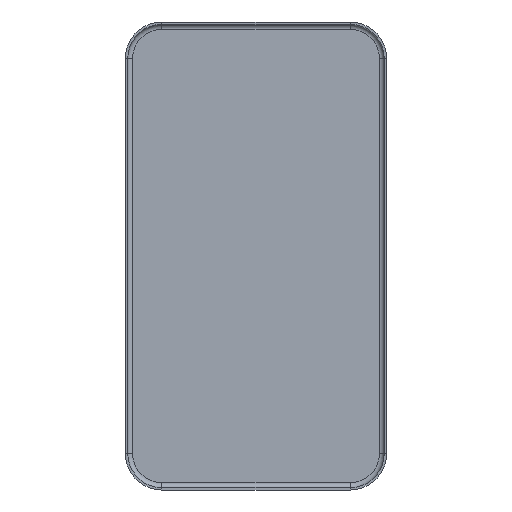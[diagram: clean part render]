
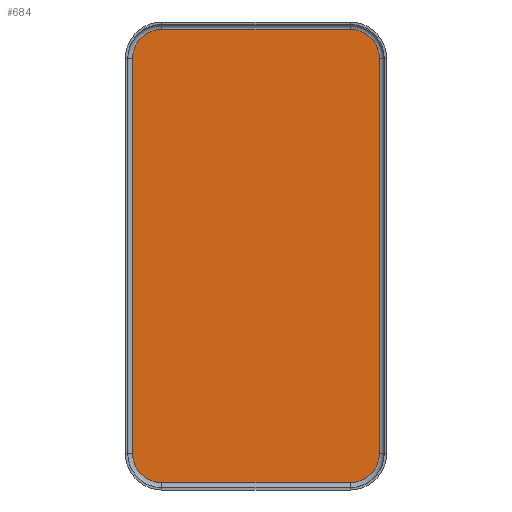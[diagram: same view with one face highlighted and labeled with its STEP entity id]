
A CAD part, front view. The second image highlights one B-rep face of the part: STEP entity #684.
In plain terms, the highlighted planar face has unit normal (0, -1, 0).
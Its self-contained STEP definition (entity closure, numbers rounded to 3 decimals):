
#15 = CARTESIAN_POINT ( 'NONE',  ( -7.75, -0.2, 18.65 ) ) ;
#29 = EDGE_CURVE ( 'NONE', #621, #445, #301, .T. ) ;
#45 = VECTOR ( 'NONE', #568, 1000. ) ;
#46 = CARTESIAN_POINT ( 'NONE',  ( -10.15, -0.2, 16.25 ) ) ;
#63 = DIRECTION ( 'NONE',  ( 0., -1., 0. ) ) ;
#70 = PLANE ( 'NONE',  #848 ) ;
#79 = VERTEX_POINT ( 'NONE', #397 ) ;
#81 = ORIENTED_EDGE ( 'NONE', *, *, #210, .F. ) ;
#96 = CIRCLE ( 'NONE', #766, 2.4 ) ;
#121 = ORIENTED_EDGE ( 'NONE', *, *, #773, .F. ) ;
#129 = AXIS2_PLACEMENT_3D ( 'NONE', #701, #253, #615 ) ;
#134 = VERTEX_POINT ( 'NONE', #305 ) ;
#143 = CARTESIAN_POINT ( 'NONE',  ( -10.15, -0.2, -16.25 ) ) ;
#147 = CARTESIAN_POINT ( 'NONE',  ( -10.15, -0.2, -16.25 ) ) ;
#178 = ORIENTED_EDGE ( 'NONE', *, *, #1122, .F. ) ;
#203 = LINE ( 'NONE', #15, #845 ) ;
#210 = EDGE_CURVE ( 'NONE', #712, #621, #488, .T. ) ;
#214 = CARTESIAN_POINT ( 'NONE',  ( 10.15, -0.2, 16.25 ) ) ;
#218 = VERTEX_POINT ( 'NONE', #46 ) ;
#225 = EDGE_LOOP ( 'NONE', ( #81, #595, #178, #1070, #624, #606, #121, #745 ) ) ;
#246 = DIRECTION ( 'NONE',  ( 0., 0., 1. ) ) ;
#253 = DIRECTION ( 'NONE',  ( 0., 1., 0. ) ) ;
#288 = CARTESIAN_POINT ( 'NONE',  ( -7.75, -0.2, -18.65 ) ) ;
#291 = CIRCLE ( 'NONE', #614, 2.4 ) ;
#299 = CARTESIAN_POINT ( 'NONE',  ( 7.75, -0.2, -18.65 ) ) ;
#301 = LINE ( 'NONE', #214, #45 ) ;
#305 = CARTESIAN_POINT ( 'NONE',  ( 7.75, -0.2, -18.65 ) ) ;
#315 = CARTESIAN_POINT ( 'NONE',  ( 7.75, -0.2, 16.25 ) ) ;
#327 = DIRECTION ( 'NONE',  ( 0., 1., 0. ) ) ;
#356 = CARTESIAN_POINT ( 'NONE',  ( 7.75, -0.2, -16.25 ) ) ;
#393 = LINE ( 'NONE', #299, #952 ) ;
#397 = CARTESIAN_POINT ( 'NONE',  ( -7.75, -0.2, 18.65 ) ) ;
#418 = CARTESIAN_POINT ( 'NONE',  ( 7.75, -0.2, 18.65 ) ) ;
#445 = VERTEX_POINT ( 'NONE', #1022 ) ;
#455 = DIRECTION ( 'NONE',  ( 0., 0., 1. ) ) ;
#488 = CIRCLE ( 'NONE', #1173, 2.4 ) ;
#493 = CIRCLE ( 'NONE', #129, 2.4 ) ;
#506 = DIRECTION ( 'NONE',  ( 0., 0., -1. ) ) ;
#509 = DIRECTION ( 'NONE',  ( 0., 0., 1. ) ) ;
#516 = CARTESIAN_POINT ( 'NONE',  ( 7.75, -0.2, 16.25 ) ) ;
#519 = EDGE_CURVE ( 'NONE', #79, #712, #203, .T. ) ;
#568 = DIRECTION ( 'NONE',  ( 0., 0., -1. ) ) ;
#586 = DIRECTION ( 'NONE',  ( -1., 0., 0. ) ) ;
#595 = ORIENTED_EDGE ( 'NONE', *, *, #519, .F. ) ;
#606 = ORIENTED_EDGE ( 'NONE', *, *, #950, .F. ) ;
#614 = AXIS2_PLACEMENT_3D ( 'NONE', #749, #905, #455 ) ;
#615 = DIRECTION ( 'NONE',  ( 0., 0., 1. ) ) ;
#621 = VERTEX_POINT ( 'NONE', #987 ) ;
#624 = ORIENTED_EDGE ( 'NONE', *, *, #760, .F. ) ;
#641 = DIRECTION ( 'NONE',  ( 0., 1., 0. ) ) ;
#655 = DIRECTION ( 'NONE',  ( 0., 0., 1. ) ) ;
#684 = ADVANCED_FACE ( 'NONE', ( #981 ), #70, .T. ) ;
#701 = CARTESIAN_POINT ( 'NONE',  ( -7.75, -0.2, 16.25 ) ) ;
#712 = VERTEX_POINT ( 'NONE', #418 ) ;
#745 = ORIENTED_EDGE ( 'NONE', *, *, #29, .F. ) ;
#749 = CARTESIAN_POINT ( 'NONE',  ( -7.75, -0.2, -16.25 ) ) ;
#760 = EDGE_CURVE ( 'NONE', #798, #1054, #291, .T. ) ;
#766 = AXIS2_PLACEMENT_3D ( 'NONE', #356, #641, #655 ) ;
#773 = EDGE_CURVE ( 'NONE', #445, #134, #96, .T. ) ;
#798 = VERTEX_POINT ( 'NONE', #288 ) ;
#845 = VECTOR ( 'NONE', #960, 1000. ) ;
#848 = AXIS2_PLACEMENT_3D ( 'NONE', #516, #63, #506 ) ;
#905 = DIRECTION ( 'NONE',  ( 0., 1., 0. ) ) ;
#950 = EDGE_CURVE ( 'NONE', #134, #798, #393, .T. ) ;
#952 = VECTOR ( 'NONE', #586, 1000. ) ;
#960 = DIRECTION ( 'NONE',  ( 1., 0., 0. ) ) ;
#981 = FACE_OUTER_BOUND ( 'NONE', #225, .T. ) ;
#987 = CARTESIAN_POINT ( 'NONE',  ( 10.15, -0.2, 16.25 ) ) ;
#1022 = CARTESIAN_POINT ( 'NONE',  ( 10.15, -0.2, -16.25 ) ) ;
#1054 = VERTEX_POINT ( 'NONE', #143 ) ;
#1070 = ORIENTED_EDGE ( 'NONE', *, *, #1150, .F. ) ;
#1122 = EDGE_CURVE ( 'NONE', #218, #79, #493, .T. ) ;
#1136 = VECTOR ( 'NONE', #246, 1000. ) ;
#1150 = EDGE_CURVE ( 'NONE', #1054, #218, #1151, .T. ) ;
#1151 = LINE ( 'NONE', #147, #1136 ) ;
#1173 = AXIS2_PLACEMENT_3D ( 'NONE', #315, #327, #509 ) ;
